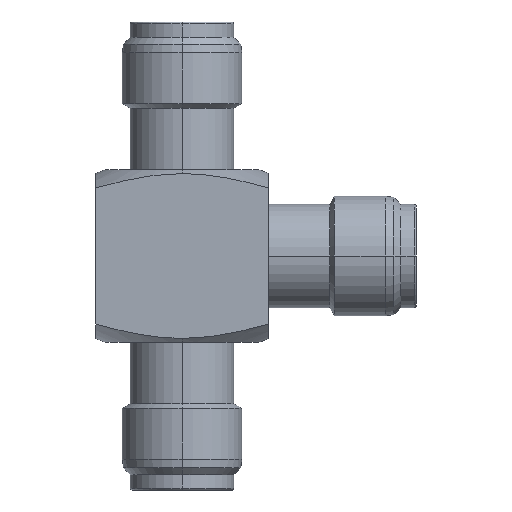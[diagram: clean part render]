
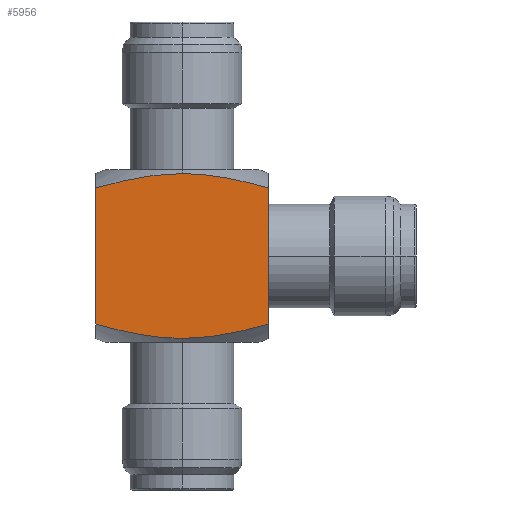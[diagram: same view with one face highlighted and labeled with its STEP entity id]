
A CAD part, left-side view. The second image highlights one B-rep face of the part: STEP entity #5956.
In plain terms, the highlighted planar face has unit normal (-1, 0, 0).
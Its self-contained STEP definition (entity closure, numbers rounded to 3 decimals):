
#167 = CARTESIAN_POINT ( 'NONE',  ( -4.5, -3.014, -8.255 ) ) ;
#327 = CARTESIAN_POINT ( 'NONE',  ( -4.5, 0., -16.498 ) ) ;
#342 = VECTOR ( 'NONE', #4171, 1000. ) ;
#428 = VERTEX_POINT ( 'NONE', #1902 ) ;
#565 = ORIENTED_EDGE ( 'NONE', *, *, #3095, .T. ) ;
#613 = CARTESIAN_POINT ( 'NONE',  ( -4.5, -0.759, -7.902 ) ) ;
#727 = CARTESIAN_POINT ( 'NONE',  ( -4.5, 3.77, -15.953 ) ) ;
#752 = PLANE ( 'NONE',  #1022 ) ;
#791 = FACE_OUTER_BOUND ( 'NONE', #4725, .T. ) ;
#795 = EDGE_CURVE ( 'NONE', #3225, #3264, #1966, .T. ) ;
#827 = DIRECTION ( 'NONE',  ( 0., 0., -1. ) ) ;
#1022 = AXIS2_PLACEMENT_3D ( 'NONE', #2645, #5913, #3099 ) ;
#1213 = CARTESIAN_POINT ( 'NONE',  ( -4.5, 4.5, -15.745 ) ) ;
#1264 = CARTESIAN_POINT ( 'NONE',  ( -4.5, -3.014, -16.145 ) ) ;
#1278 = ORIENTED_EDGE ( 'NONE', *, *, #3534, .T. ) ;
#1349 = CARTESIAN_POINT ( 'NONE',  ( -4.5, 4.5, -7.7 ) ) ;
#1531 = B_SPLINE_CURVE_WITH_KNOTS ( 'NONE', 3,
 ( #5301, #1996, #167, #3395, #613, #3891 ),
 .UNSPECIFIED., .F., .F.,
 ( 4, 2, 4 ),
 ( 0.005, 0.007, 0.009 ),
 .UNSPECIFIED. ) ;
#1664 = CARTESIAN_POINT ( 'NONE',  ( -4.5, 1.52, -16.403 ) ) ;
#1710 = CARTESIAN_POINT ( 'NONE',  ( -4.5, -4.5, -15.745 ) ) ;
#1840 = VERTEX_POINT ( 'NONE', #3775 ) ;
#1902 = CARTESIAN_POINT ( 'NONE',  ( -4.5, -4.5, -15.745 ) ) ;
#1966 = B_SPLINE_CURVE_WITH_KNOTS ( 'NONE', 3,
 ( #2967, #2121, #2372, #3112, #3224, #3284, #3304, #3349 ),
 .UNSPECIFIED., .F., .F.,
 ( 4, 2, 2, 4 ),
 ( 0.009, 0.01, 0.012, 0.014 ),
 .UNSPECIFIED. ) ;
#1996 = CARTESIAN_POINT ( 'NONE',  ( -4.5, -3.762, -8.444 ) ) ;
#2121 = CARTESIAN_POINT ( 'NONE',  ( -4.5, 0.378, -7.902 ) ) ;
#2143 = CARTESIAN_POINT ( 'NONE',  ( -4.5, 0.378, -16.498 ) ) ;
#2372 = CARTESIAN_POINT ( 'NONE',  ( -4.5, 0.758, -7.922 ) ) ;
#2645 = CARTESIAN_POINT ( 'NONE',  ( -4.5, 0., -12.2 ) ) ;
#2737 = CARTESIAN_POINT ( 'NONE',  ( -4.5, 4.5, -8.655 ) ) ;
#2944 = B_SPLINE_CURVE_WITH_KNOTS ( 'NONE', 3,
 ( #327, #5450, #4071, #1264, #4557, #1710 ),
 .UNSPECIFIED., .F., .F.,
 ( 4, 2, 4 ),
 ( 0.019, 0.021, 0.023 ),
 .UNSPECIFIED. ) ;
#2967 = CARTESIAN_POINT ( 'NONE',  ( -4.5, 0., -7.902 ) ) ;
#3095 = EDGE_CURVE ( 'NONE', #5933, #5244, #3731, .T. ) ;
#3099 = DIRECTION ( 'NONE',  ( 0., 0., -1. ) ) ;
#3112 = CARTESIAN_POINT ( 'NONE',  ( -4.5, 1.52, -7.997 ) ) ;
#3146 = CARTESIAN_POINT ( 'NONE',  ( -4.5, -4.5, -7.7 ) ) ;
#3202 = EDGE_CURVE ( 'NONE', #1840, #428, #4764, .T. ) ;
#3224 = CARTESIAN_POINT ( 'NONE',  ( -4.5, 1.903, -8.053 ) ) ;
#3225 = VERTEX_POINT ( 'NONE', #3649 ) ;
#3264 = VERTEX_POINT ( 'NONE', #2737 ) ;
#3284 = CARTESIAN_POINT ( 'NONE',  ( -4.5, 3.033, -8.26 ) ) ;
#3304 = CARTESIAN_POINT ( 'NONE',  ( -4.5, 3.77, -8.447 ) ) ;
#3349 = CARTESIAN_POINT ( 'NONE',  ( -4.5, 4.5, -8.655 ) ) ;
#3395 = CARTESIAN_POINT ( 'NONE',  ( -4.5, -1.513, -7.983 ) ) ;
#3529 = CARTESIAN_POINT ( 'NONE',  ( -4.5, 3.033, -16.14 ) ) ;
#3534 = EDGE_CURVE ( 'NONE', #1840, #3225, #1531, .T. ) ;
#3649 = CARTESIAN_POINT ( 'NONE',  ( -4.5, 0., -7.902 ) ) ;
#3663 = EDGE_CURVE ( 'NONE', #5244, #428, #2944, .T. ) ;
#3731 = B_SPLINE_CURVE_WITH_KNOTS ( 'NONE', 3,
 ( #4016, #727, #3529, #4491, #1664, #4956, #2143, #5428 ),
 .UNSPECIFIED., .F., .F.,
 ( 4, 2, 2, 4 ),
 ( 0.014, 0.017, 0.018, 0.019 ),
 .UNSPECIFIED. ) ;
#3775 = CARTESIAN_POINT ( 'NONE',  ( -4.5, -4.5, -8.655 ) ) ;
#3891 = CARTESIAN_POINT ( 'NONE',  ( -4.5, 0., -7.902 ) ) ;
#4016 = CARTESIAN_POINT ( 'NONE',  ( -4.5, 4.5, -15.745 ) ) ;
#4071 = CARTESIAN_POINT ( 'NONE',  ( -4.5, -1.513, -16.417 ) ) ;
#4171 = DIRECTION ( 'NONE',  ( 0., 0., 1. ) ) ;
#4203 = ORIENTED_EDGE ( 'NONE', *, *, #795, .T. ) ;
#4491 = CARTESIAN_POINT ( 'NONE',  ( -4.5, 1.903, -16.347 ) ) ;
#4557 = CARTESIAN_POINT ( 'NONE',  ( -4.5, -3.762, -15.956 ) ) ;
#4613 = EDGE_CURVE ( 'NONE', #5933, #3264, #5194, .T. ) ;
#4725 = EDGE_LOOP ( 'NONE', ( #5576, #565, #5152, #5155, #1278, #4203 ) ) ;
#4764 = LINE ( 'NONE', #3146, #5988 ) ;
#4956 = CARTESIAN_POINT ( 'NONE',  ( -4.5, 0.758, -16.478 ) ) ;
#5071 = CARTESIAN_POINT ( 'NONE',  ( -4.5, 0., -16.498 ) ) ;
#5152 = ORIENTED_EDGE ( 'NONE', *, *, #3663, .T. ) ;
#5155 = ORIENTED_EDGE ( 'NONE', *, *, #3202, .F. ) ;
#5194 = LINE ( 'NONE', #1349, #342 ) ;
#5244 = VERTEX_POINT ( 'NONE', #5071 ) ;
#5301 = CARTESIAN_POINT ( 'NONE',  ( -4.5, -4.5, -8.655 ) ) ;
#5428 = CARTESIAN_POINT ( 'NONE',  ( -4.5, 0., -16.498 ) ) ;
#5450 = CARTESIAN_POINT ( 'NONE',  ( -4.5, -0.759, -16.498 ) ) ;
#5576 = ORIENTED_EDGE ( 'NONE', *, *, #4613, .F. ) ;
#5913 = DIRECTION ( 'NONE',  ( 1., 0., 0. ) ) ;
#5933 = VERTEX_POINT ( 'NONE', #1213 ) ;
#5956 = ADVANCED_FACE ( 'NONE', ( #791 ), #752, .F. ) ;
#5988 = VECTOR ( 'NONE', #827, 1000. ) ;
